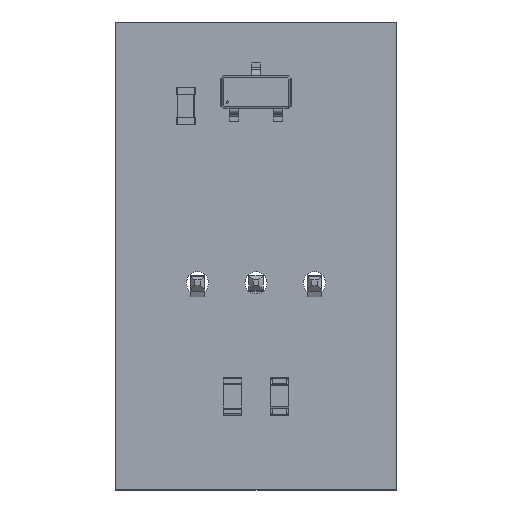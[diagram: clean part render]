
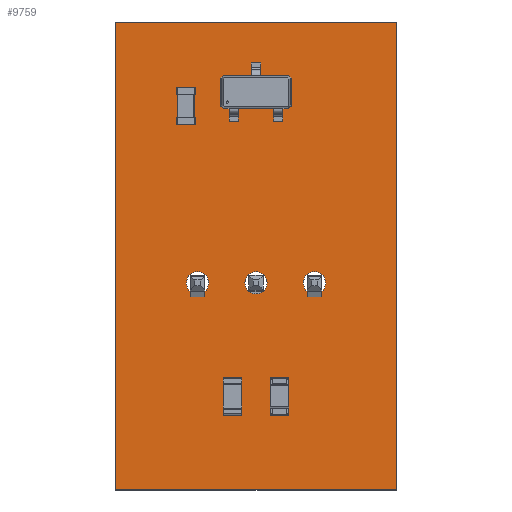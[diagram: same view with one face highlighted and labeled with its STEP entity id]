
A CAD part, top view. The second image highlights one B-rep face of the part: STEP entity #9759.
In plain terms, the highlighted planar face has unit normal (0, 0, 1).
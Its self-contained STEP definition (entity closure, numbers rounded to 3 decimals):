
#9614 = VERTEX_POINT('',#9615);
#9615 = CARTESIAN_POINT('',(192.,-140.,1.6));
#9621 = EDGE_CURVE('',#9614,#9622,#9624,.T.);
#9622 = VERTEX_POINT('',#9623);
#9623 = CARTESIAN_POINT('',(180.,-140.,1.6));
#9624 = LINE('',#9625,#9626);
#9625 = CARTESIAN_POINT('',(192.,-140.,1.6));
#9626 = VECTOR('',#9627,1.);
#9627 = DIRECTION('',(-1.,0.,0.));
#9654 = VERTEX_POINT('',#9655);
#9655 = CARTESIAN_POINT('',(192.,-120.,1.6));
#9661 = EDGE_CURVE('',#9654,#9614,#9662,.T.);
#9662 = LINE('',#9663,#9664);
#9663 = CARTESIAN_POINT('',(192.,-120.,1.6));
#9664 = VECTOR('',#9665,1.);
#9665 = DIRECTION('',(0.,-1.,0.));
#9683 = EDGE_CURVE('',#9622,#9684,#9686,.T.);
#9684 = VERTEX_POINT('',#9685);
#9685 = CARTESIAN_POINT('',(180.,-120.,1.6));
#9686 = LINE('',#9687,#9688);
#9687 = CARTESIAN_POINT('',(180.,-140.,1.6));
#9688 = VECTOR('',#9689,1.);
#9689 = DIRECTION('',(0.,1.,0.));
#9759 = ADVANCED_FACE('',(#9760,#9771,#9782,#9793),#9804,.T.);
#9760 = FACE_BOUND('',#9761,.T.);
#9761 = EDGE_LOOP('',(#9762,#9763,#9764,#9770));
#9762 = ORIENTED_EDGE('',*,*,#9621,.F.);
#9763 = ORIENTED_EDGE('',*,*,#9661,.F.);
#9764 = ORIENTED_EDGE('',*,*,#9765,.F.);
#9765 = EDGE_CURVE('',#9684,#9654,#9766,.T.);
#9766 = LINE('',#9767,#9768);
#9767 = CARTESIAN_POINT('',(180.,-120.,1.6));
#9768 = VECTOR('',#9769,1.);
#9769 = DIRECTION('',(1.,0.,0.));
#9770 = ORIENTED_EDGE('',*,*,#9683,.F.);
#9771 = FACE_BOUND('',#9772,.T.);
#9772 = EDGE_LOOP('',(#9773));
#9773 = ORIENTED_EDGE('',*,*,#9774,.T.);
#9774 = EDGE_CURVE('',#9775,#9775,#9777,.T.);
#9775 = VERTEX_POINT('',#9776);
#9776 = CARTESIAN_POINT('',(183.5,-131.625,1.6));
#9777 = CIRCLE('',#9778,0.475);
#9778 = AXIS2_PLACEMENT_3D('',#9779,#9780,#9781);
#9779 = CARTESIAN_POINT('',(183.5,-131.15,1.6));
#9780 = DIRECTION('',(-0.,0.,-1.));
#9781 = DIRECTION('',(-0.,-1.,0.));
#9782 = FACE_BOUND('',#9783,.T.);
#9783 = EDGE_LOOP('',(#9784));
#9784 = ORIENTED_EDGE('',*,*,#9785,.T.);
#9785 = EDGE_CURVE('',#9786,#9786,#9788,.T.);
#9786 = VERTEX_POINT('',#9787);
#9787 = CARTESIAN_POINT('',(186.,-131.625,1.6));
#9788 = CIRCLE('',#9789,0.475);
#9789 = AXIS2_PLACEMENT_3D('',#9790,#9791,#9792);
#9790 = CARTESIAN_POINT('',(186.,-131.15,1.6));
#9791 = DIRECTION('',(-0.,0.,-1.));
#9792 = DIRECTION('',(-0.,-1.,0.));
#9793 = FACE_BOUND('',#9794,.T.);
#9794 = EDGE_LOOP('',(#9795));
#9795 = ORIENTED_EDGE('',*,*,#9796,.T.);
#9796 = EDGE_CURVE('',#9797,#9797,#9799,.T.);
#9797 = VERTEX_POINT('',#9798);
#9798 = CARTESIAN_POINT('',(188.5,-131.625,1.6));
#9799 = CIRCLE('',#9800,0.475);
#9800 = AXIS2_PLACEMENT_3D('',#9801,#9802,#9803);
#9801 = CARTESIAN_POINT('',(188.5,-131.15,1.6));
#9802 = DIRECTION('',(-0.,0.,-1.));
#9803 = DIRECTION('',(-0.,-1.,0.));
#9804 = PLANE('',#9805);
#9805 = AXIS2_PLACEMENT_3D('',#9806,#9807,#9808);
#9806 = CARTESIAN_POINT('',(0.,0.,1.6));
#9807 = DIRECTION('',(0.,0.,1.));
#9808 = DIRECTION('',(1.,0.,-0.));
